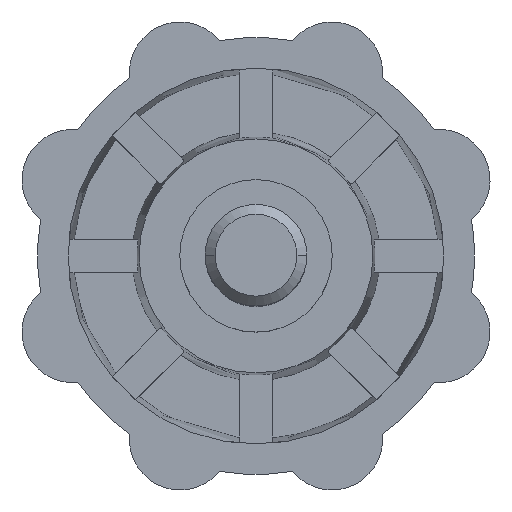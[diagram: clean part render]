
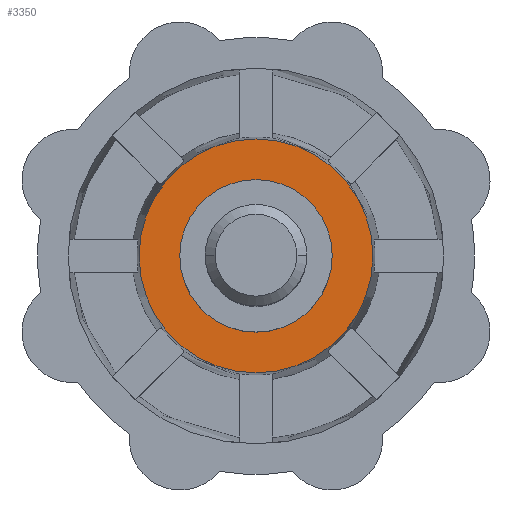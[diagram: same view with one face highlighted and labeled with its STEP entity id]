
A CAD part, top view. The second image highlights one B-rep face of the part: STEP entity #3350.
In plain terms, the highlighted planar face has unit normal (0, 0, 1).
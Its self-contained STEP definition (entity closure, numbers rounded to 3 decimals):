
#87 = ORIENTED_EDGE ( 'NONE', *, *, #2355, .F. ) ;
#184 = CARTESIAN_POINT ( 'NONE',  ( 3., 0., 10.2 ) ) ;
#227 = ORIENTED_EDGE ( 'NONE', *, *, #1305, .F. ) ;
#283 = DIRECTION ( 'NONE',  ( 0., 0., 1. ) ) ;
#324 = AXIS2_PLACEMENT_3D ( 'NONE', #3927, #1290, #1003 ) ;
#582 = CIRCLE ( 'NONE', #3916, 4.6 ) ;
#638 = VERTEX_POINT ( 'NONE', #3631 ) ;
#739 = CARTESIAN_POINT ( 'NONE',  ( 0., 0., 10.2 ) ) ;
#927 = EDGE_CURVE ( 'NONE', #638, #2234, #582, .T. ) ;
#1003 = DIRECTION ( 'NONE',  ( 1., 0., 0. ) ) ;
#1142 = EDGE_LOOP ( 'NONE', ( #4013, #1147 ) ) ;
#1147 = ORIENTED_EDGE ( 'NONE', *, *, #927, .T. ) ;
#1290 = DIRECTION ( 'NONE',  ( 0., 0., 1. ) ) ;
#1305 = EDGE_CURVE ( 'NONE', #3806, #1555, #1802, .T. ) ;
#1526 = EDGE_CURVE ( 'NONE', #2234, #638, #1872, .T. ) ;
#1529 = AXIS2_PLACEMENT_3D ( 'NONE', #3181, #283, #1556 ) ;
#1555 = VERTEX_POINT ( 'NONE', #1923 ) ;
#1556 = DIRECTION ( 'NONE',  ( 1., 0., 0. ) ) ;
#1718 = CARTESIAN_POINT ( 'NONE',  ( 0., 4.6, 10.2 ) ) ;
#1745 = DIRECTION ( 'NONE',  ( 0., 0., -1. ) ) ;
#1802 = CIRCLE ( 'NONE', #3433, 3. ) ;
#1872 = CIRCLE ( 'NONE', #1529, 4.6 ) ;
#1923 = CARTESIAN_POINT ( 'NONE',  ( -3., 0., 10.2 ) ) ;
#2104 = DIRECTION ( 'NONE',  ( 1., 0., 0. ) ) ;
#2234 = VERTEX_POINT ( 'NONE', #3454 ) ;
#2355 = EDGE_CURVE ( 'NONE', #1555, #3806, #2767, .T. ) ;
#2708 = CARTESIAN_POINT ( 'NONE',  ( 0., 0., 10.2 ) ) ;
#2767 = CIRCLE ( 'NONE', #324, 3. ) ;
#2995 = DIRECTION ( 'NONE',  ( 1., 0., 0. ) ) ;
#3020 = DIRECTION ( 'NONE',  ( 0., 0., 1. ) ) ;
#3090 = FACE_OUTER_BOUND ( 'NONE', #1142, .T. ) ;
#3149 = EDGE_LOOP ( 'NONE', ( #227, #87 ) ) ;
#3181 = CARTESIAN_POINT ( 'NONE',  ( 0., 0., 10.2 ) ) ;
#3287 = DIRECTION ( 'NONE',  ( 0., 0., 1. ) ) ;
#3350 = ADVANCED_FACE ( 'NONE', ( #3709, #3090 ), #3738, .F. ) ;
#3433 = AXIS2_PLACEMENT_3D ( 'NONE', #2708, #3020, #2104 ) ;
#3454 = CARTESIAN_POINT ( 'NONE',  ( -4.6, 0., 10.2 ) ) ;
#3631 = CARTESIAN_POINT ( 'NONE',  ( 4.6, 0., 10.2 ) ) ;
#3709 = FACE_BOUND ( 'NONE', #3149, .T. ) ;
#3738 = PLANE ( 'NONE',  #4065 ) ;
#3806 = VERTEX_POINT ( 'NONE', #184 ) ;
#3916 = AXIS2_PLACEMENT_3D ( 'NONE', #739, #3287, #2995 ) ;
#3927 = CARTESIAN_POINT ( 'NONE',  ( 0., 0., 10.2 ) ) ;
#4013 = ORIENTED_EDGE ( 'NONE', *, *, #1526, .T. ) ;
#4065 = AXIS2_PLACEMENT_3D ( 'NONE', #1718, #1745, #4095 ) ;
#4095 = DIRECTION ( 'NONE',  ( -1., 0., 0. ) ) ;
